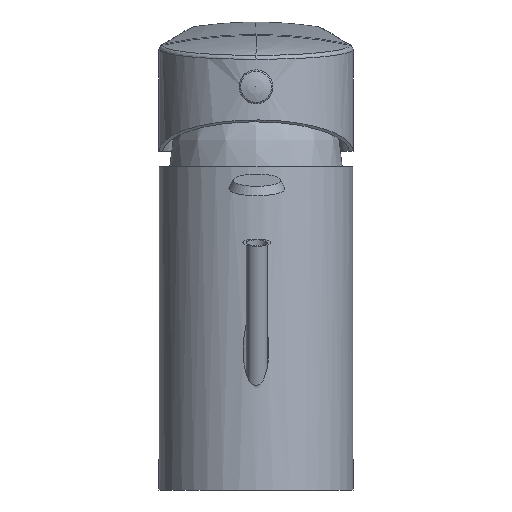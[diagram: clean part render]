
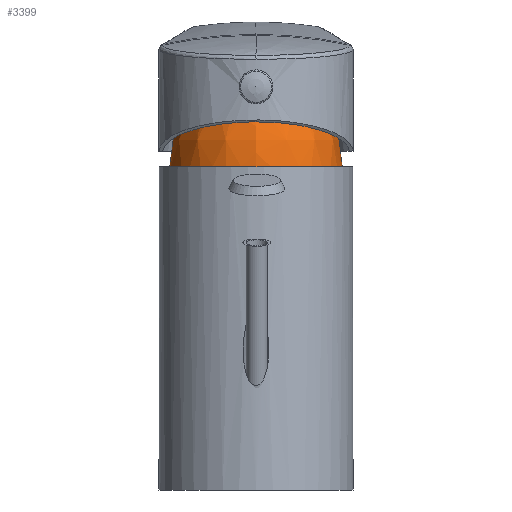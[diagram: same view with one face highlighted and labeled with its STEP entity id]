
A CAD part, left-side view. The second image highlights one B-rep face of the part: STEP entity #3399.
In plain terms, the highlighted free-form (B-spline) face has degree [2, 2] with [3, 9] control points.
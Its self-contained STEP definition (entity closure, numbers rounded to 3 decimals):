
#643=CIRCLE('',#3832,20.);
#644=CIRCLE('',#3833,23.);
#645=CIRCLE('',#3834,16.75);
#717=(
BOUNDED_SURFACE()
B_SPLINE_SURFACE(2,2,((#17825,#17826,#17827,#17828,#17829,#17830,#17831,
#17832,#17833),(#17834,#17835,#17836,#17837,#17838,#17839,#17840,#17841,
#17842),(#17843,#17844,#17845,#17846,#17847,#17848,#17849,#17850,#17851)),
 .UNSPECIFIED.,.F.,.T.,.F.)
B_SPLINE_SURFACE_WITH_KNOTS((3,3),(3,2,2,2,3),(-0.009,0.538),
(-3.142,-1.571,0.,1.571,3.142),
 .UNSPECIFIED.)
GEOMETRIC_REPRESENTATION_ITEM()
RATIONAL_B_SPLINE_SURFACE(((1.,0.707,1.,0.707,1.,
0.707,1.,0.707,1.),(0.963,0.681,
0.963,0.681,0.963,0.681,
0.963,0.681,0.963),(1.,0.707,
1.,0.707,1.,0.707,1.,0.707,1.)))
REPRESENTATION_ITEM('')
SURFACE()
);
#914=FACE_OUTER_BOUND('',#1155,.T.);
#1155=EDGE_LOOP('',(#3047,#3048,#3049,#3050));
#1639=VERTEX_POINT('',#17823);
#1640=VERTEX_POINT('',#17852);
#2116=EDGE_CURVE('',#1639,#1639,#643,.T.);
#2117=EDGE_CURVE('',#1639,#1640,#644,.T.);
#2118=EDGE_CURVE('',#1640,#1640,#645,.T.);
#3047=ORIENTED_EDGE('',*,*,#2116,.T.);
#3048=ORIENTED_EDGE('',*,*,#2117,.T.);
#3049=ORIENTED_EDGE('',*,*,#2118,.T.);
#3050=ORIENTED_EDGE('',*,*,#2117,.F.);
#3399=ADVANCED_FACE('',(#914),#717,.F.);
#3832=AXIS2_PLACEMENT_3D('',#17824,#4547,#4548);
#3833=AXIS2_PLACEMENT_3D('',#17853,#4549,#4550);
#3834=AXIS2_PLACEMENT_3D('',#17854,#4551,#4552);
#4547=DIRECTION('center_axis',(0.,0.,1.));
#4548=DIRECTION('ref_axis',(1.,0.,0.));
#4549=DIRECTION('center_axis',(0.,1.,0.));
#4550=DIRECTION('ref_axis',(-1.,0.,0.));
#4551=DIRECTION('center_axis',(0.,0.,-1.));
#4552=DIRECTION('ref_axis',(1.,0.,0.));
#17823=CARTESIAN_POINT('',(-20.,-1.595,73.738));
#17824=CARTESIAN_POINT('Origin',(0.,-1.595,73.738));
#17825=CARTESIAN_POINT('Ctrl Pts',(-20.,-1.595,
73.738));
#17826=CARTESIAN_POINT('Ctrl Pts',(-20.,-21.595,
73.738));
#17827=CARTESIAN_POINT('Ctrl Pts',(0.,-21.595,
73.738));
#17828=CARTESIAN_POINT('Ctrl Pts',(20.,-21.595,73.738));
#17829=CARTESIAN_POINT('Ctrl Pts',(20.,-1.595,73.738));
#17830=CARTESIAN_POINT('Ctrl Pts',(20.,18.405,73.738));
#17831=CARTESIAN_POINT('Ctrl Pts',(0.,18.405,
73.738));
#17832=CARTESIAN_POINT('Ctrl Pts',(-20.,18.405,73.738));
#17833=CARTESIAN_POINT('Ctrl Pts',(-20.,-1.595,
73.738));
#17834=CARTESIAN_POINT('Ctrl Pts',(-20.059,-1.595,
80.194));
#17835=CARTESIAN_POINT('Ctrl Pts',(-20.059,-21.655,
80.194));
#17836=CARTESIAN_POINT('Ctrl Pts',(0.,-21.655,
80.194));
#17837=CARTESIAN_POINT('Ctrl Pts',(20.059,-21.655,80.194));
#17838=CARTESIAN_POINT('Ctrl Pts',(20.059,-1.595,80.194));
#17839=CARTESIAN_POINT('Ctrl Pts',(20.059,18.464,80.194));
#17840=CARTESIAN_POINT('Ctrl Pts',(0.,18.464,
80.194));
#17841=CARTESIAN_POINT('Ctrl Pts',(-20.059,18.464,80.194));
#17842=CARTESIAN_POINT('Ctrl Pts',(-20.059,-1.595,
80.194));
#17843=CARTESIAN_POINT('Ctrl Pts',(-16.75,-1.595,85.738));
#17844=CARTESIAN_POINT('Ctrl Pts',(-16.75,-18.345,85.738));
#17845=CARTESIAN_POINT('Ctrl Pts',(0.,-18.345,
85.738));
#17846=CARTESIAN_POINT('Ctrl Pts',(16.75,-18.345,85.738));
#17847=CARTESIAN_POINT('Ctrl Pts',(16.75,-1.595,85.738));
#17848=CARTESIAN_POINT('Ctrl Pts',(16.75,15.155,85.738));
#17849=CARTESIAN_POINT('Ctrl Pts',(0.,15.155,
85.738));
#17850=CARTESIAN_POINT('Ctrl Pts',(-16.75,15.155,85.738));
#17851=CARTESIAN_POINT('Ctrl Pts',(-16.75,-1.595,85.738));
#17852=CARTESIAN_POINT('',(-16.75,-1.595,85.738));
#17853=CARTESIAN_POINT('Origin',(2.999,-1.595,73.949));
#17854=CARTESIAN_POINT('Origin',(0.,-1.595,85.738));
